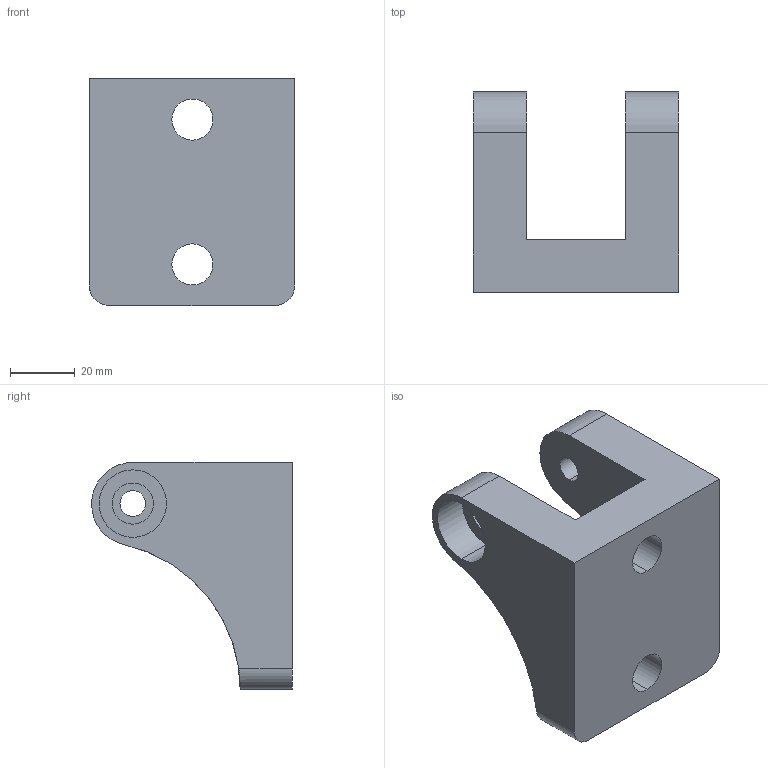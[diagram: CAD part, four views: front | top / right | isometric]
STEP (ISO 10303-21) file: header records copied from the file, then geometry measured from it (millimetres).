
FILE_DESCRIPTION (( 'STEP AP214' ), '1' );
FILE_NAME ('BRK-17 Gen 2.STEP', '2020-02-01T00:52:25', ( '' ), ( '' ), 'SwSTEP 2.0', 'SolidWorks 2018', '' );
FILE_SCHEMA (( 'AUTOMOTIVE_DESIGN' ));
Length unit declared in the file: inch
Products named in the file (1): BRK-17 Gen 2
Bounding box: 63.5 x 61.98 x 70.1 mm (x, y, z)
Volume: 111746.9 mm3; surface area: 22916.6 mm2
Topology: 1 solids, 1 shells, 35 faces, 88 edges, 56 vertices
Faces by surface type: cylinder 18, plane 11, cone 6
Entity records: 1178 total; most frequent: CARTESIAN_POINT 222, DIRECTION 198, ORIENTED_EDGE 176, EDGE_CURVE 88, AXIS2_PLACEMENT_3D 76, VERTEX_POINT 56, LINE 46, VECTOR 46
